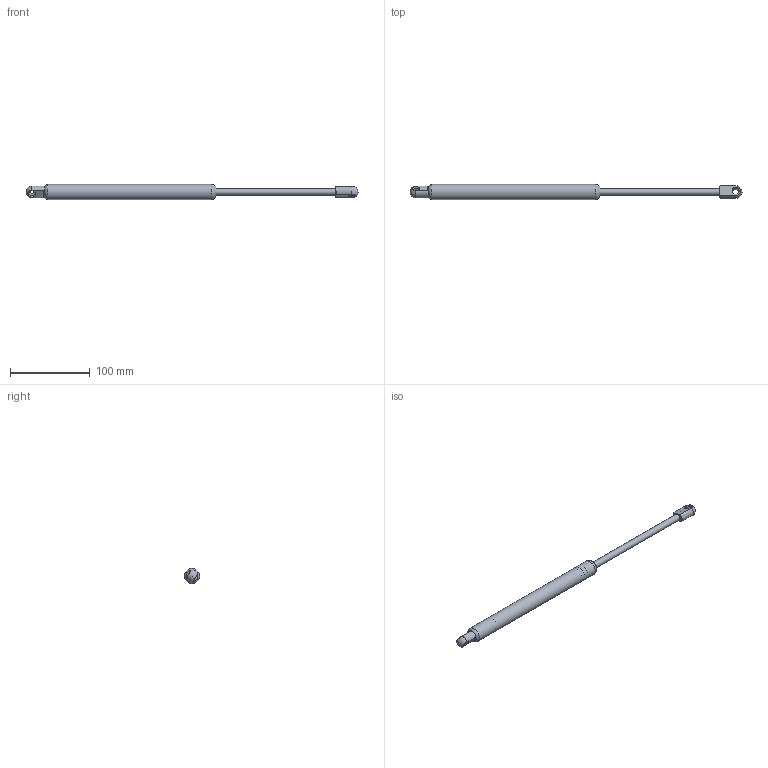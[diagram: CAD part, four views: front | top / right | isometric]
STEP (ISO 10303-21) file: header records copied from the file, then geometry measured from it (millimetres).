
FILE_DESCRIPTION(/* description */ ('STEP AP214'),/* implementation_level */ '2;1');
FILE_NAME(/* name */ 'A1A140150400.100.stp',/* time_stamp */ '2022-06-13T15:30:56+02:00',/* author */ ('marco.dallariva'),/* organization */ ('CADENAS'),/* preprocessor_version */ 'ST-DEVELOPER v18.1',/* originating_system */ 'Autodesk Inventor 2021',/* authorisation */ ' ');
FILE_SCHEMA (('AUTOMOTIVE_DESIGN { 1 0 10303 214 3 1 1 }'));
Length unit declared in the file: millimetre
Products named in the file (5): A1A140150400.100; _-8_19(150717A1); _A1-8_19(150717); _A18AK; _A119AZ
Assembly tree (4 placements, depth 2):
  A1A140150400.100
    _-8_19(150717A1)
    _A1-8_19(150717)
    _A18AK
    _A119AZ
Bounding box: 415.5 x 19 x 19 mm (x, y, z)
Volume: 38967.6 mm3; surface area: 31447 mm2
Topology: 4 solids, 4 shells, 46 faces, 95 edges, 62 vertices
Faces by surface type: plane 19, cylinder 14, cone 8, torus 3, sphere 2
Full cylindrical faces by diameter (mm): 6.647 x1, 8 x2, 8.2 x3, 15 x1, 15.1 x1, 17.1 x3, 19 x1
Entity records: 1471 total; most frequent: DIRECTION 256, CARTESIAN_POINT 217, ORIENTED_EDGE 184, AXIS2_PLACEMENT_3D 113, EDGE_CURVE 92, VERTEX_POINT 62, EDGE_LOOP 58, CIRCLE 58
